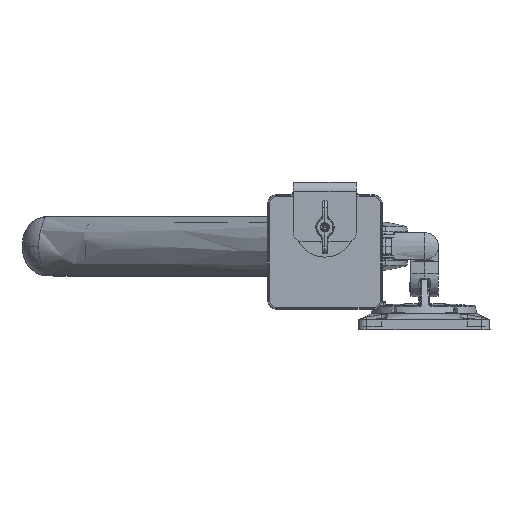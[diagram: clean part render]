
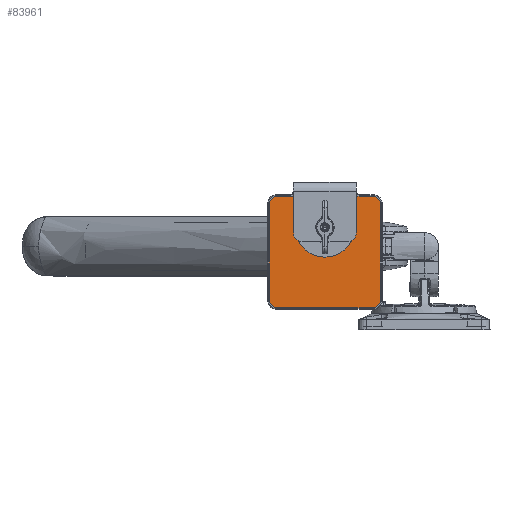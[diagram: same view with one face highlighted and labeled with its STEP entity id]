
A CAD part, front view. The second image highlights one B-rep face of the part: STEP entity #83961.
In plain terms, the highlighted planar face has unit normal (0, -1, 0).
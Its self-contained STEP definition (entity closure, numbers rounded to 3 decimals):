
#2242 = EDGE_LOOP ( 'NONE', ( #24306, #116482, #94671, #14536, #40196, #118061, #52561, #19772 ) ) ;
#2558 = CIRCLE ( 'NONE', #70442, 6.5 ) ;
#2931 = LINE ( 'NONE', #22914, #39325 ) ;
#5941 = DIRECTION ( 'NONE',  ( 0., 0., -1. ) ) ;
#11806 = CARTESIAN_POINT ( 'NONE',  ( 42., -7.5, 37. ) ) ;
#12390 = EDGE_CURVE ( 'NONE', #44561, #30525, #81585, .T. ) ;
#14110 = DIRECTION ( 'NONE',  ( 0., 0., 1. ) ) ;
#14536 = ORIENTED_EDGE ( 'NONE', *, *, #12390, .T. ) ;
#17545 = PLANE ( 'NONE',  #112377 ) ;
#19772 = ORIENTED_EDGE ( 'NONE', *, *, #87411, .T. ) ;
#20013 = DIRECTION ( 'NONE',  ( -1., 0., 0. ) ) ;
#21580 = CARTESIAN_POINT ( 'NONE',  ( -48.5, -7.5, 37. ) ) ;
#22667 = CARTESIAN_POINT ( 'NONE',  ( -42., -7.5, -47. ) ) ;
#22914 = CARTESIAN_POINT ( 'NONE',  ( 48.5, -7.5, 43.5 ) ) ;
#23852 = LINE ( 'NONE', #79699, #42026 ) ;
#24306 = ORIENTED_EDGE ( 'NONE', *, *, #101599, .F. ) ;
#30525 = VERTEX_POINT ( 'NONE', #30752 ) ;
#30752 = CARTESIAN_POINT ( 'NONE',  ( -42., -7.5, -53.5 ) ) ;
#33001 = EDGE_CURVE ( 'NONE', #109369, #69100, #82819, .T. ) ;
#33154 = VERTEX_POINT ( 'NONE', #119029 ) ;
#33190 = VECTOR ( 'NONE', #5941, 1000. ) ;
#33661 = EDGE_CURVE ( 'NONE', #44561, #69100, #23852, .T. ) ;
#35851 = DIRECTION ( 'NONE',  ( 0., 0., 1. ) ) ;
#36432 = CARTESIAN_POINT ( 'NONE',  ( 42., -7.5, -47. ) ) ;
#38511 = DIRECTION ( 'NONE',  ( 0., 0., 1. ) ) ;
#39325 = VECTOR ( 'NONE', #115161, 1000. ) ;
#40196 = ORIENTED_EDGE ( 'NONE', *, *, #115413, .F. ) ;
#41324 = CARTESIAN_POINT ( 'NONE',  ( 48.5, -7.5, 37. ) ) ;
#41680 = LINE ( 'NONE', #103168, #105635 ) ;
#42026 = VECTOR ( 'NONE', #60895, 1000. ) ;
#42410 = EDGE_CURVE ( 'NONE', #106854, #81960, #2558, .T. ) ;
#43821 = DIRECTION ( 'NONE',  ( 0., -1., 0. ) ) ;
#44561 = VERTEX_POINT ( 'NONE', #62075 ) ;
#52561 = ORIENTED_EDGE ( 'NONE', *, *, #68546, .F. ) ;
#53534 = CARTESIAN_POINT ( 'NONE',  ( -42., -7.5, 37. ) ) ;
#54428 = VERTEX_POINT ( 'NONE', #41324 ) ;
#60895 = DIRECTION ( 'NONE',  ( 0., 0., 1. ) ) ;
#62075 = CARTESIAN_POINT ( 'NONE',  ( -48.5, -7.5, -47. ) ) ;
#68546 = EDGE_CURVE ( 'NONE', #54428, #81960, #116359, .T. ) ;
#68846 = DIRECTION ( 'NONE',  ( 0., -1., 0. ) ) ;
#69100 = VERTEX_POINT ( 'NONE', #21580 ) ;
#69722 = AXIS2_PLACEMENT_3D ( 'NONE', #11806, #86469, #38511 ) ;
#70442 = AXIS2_PLACEMENT_3D ( 'NONE', #36432, #82001, #35851 ) ;
#79699 = CARTESIAN_POINT ( 'NONE',  ( -48.5, -7.5, -53.5 ) ) ;
#81585 = CIRCLE ( 'NONE', #110646, 6.5 ) ;
#81916 = CARTESIAN_POINT ( 'NONE',  ( 0., -7.5, -5. ) ) ;
#81960 = VERTEX_POINT ( 'NONE', #91110 ) ;
#82001 = DIRECTION ( 'NONE',  ( 0., -1., 0. ) ) ;
#82819 = CIRCLE ( 'NONE', #113801, 6.5 ) ;
#83961 = ADVANCED_FACE ( 'NONE', ( #101892 ), #17545, .T. ) ;
#86469 = DIRECTION ( 'NONE',  ( 0., -1., 0. ) ) ;
#87016 = DIRECTION ( 'NONE',  ( 0., 0., 1. ) ) ;
#87411 = EDGE_CURVE ( 'NONE', #54428, #33154, #104504, .T. ) ;
#89676 = CARTESIAN_POINT ( 'NONE',  ( 48.5, -7.5, -53.5 ) ) ;
#91110 = CARTESIAN_POINT ( 'NONE',  ( 48.5, -7.5, -47. ) ) ;
#94671 = ORIENTED_EDGE ( 'NONE', *, *, #33661, .F. ) ;
#100102 = DIRECTION ( 'NONE',  ( 0., 0., 1. ) ) ;
#101599 = EDGE_CURVE ( 'NONE', #109369, #33154, #2931, .T. ) ;
#101892 = FACE_OUTER_BOUND ( 'NONE', #2242, .T. ) ;
#103168 = CARTESIAN_POINT ( 'NONE',  ( 48.5, -7.5, -53.5 ) ) ;
#104504 = CIRCLE ( 'NONE', #69722, 6.5 ) ;
#105635 = VECTOR ( 'NONE', #20013, 1000. ) ;
#106854 = VERTEX_POINT ( 'NONE', #116841 ) ;
#109369 = VERTEX_POINT ( 'NONE', #111204 ) ;
#110646 = AXIS2_PLACEMENT_3D ( 'NONE', #22667, #68846, #87016 ) ;
#111204 = CARTESIAN_POINT ( 'NONE',  ( -42., -7.5, 43.5 ) ) ;
#112377 = AXIS2_PLACEMENT_3D ( 'NONE', #81916, #119469, #100102 ) ;
#113801 = AXIS2_PLACEMENT_3D ( 'NONE', #53534, #43821, #14110 ) ;
#115161 = DIRECTION ( 'NONE',  ( 1., 0., 0. ) ) ;
#115413 = EDGE_CURVE ( 'NONE', #106854, #30525, #41680, .T. ) ;
#116359 = LINE ( 'NONE', #89676, #33190 ) ;
#116482 = ORIENTED_EDGE ( 'NONE', *, *, #33001, .T. ) ;
#116841 = CARTESIAN_POINT ( 'NONE',  ( 42., -7.5, -53.5 ) ) ;
#118061 = ORIENTED_EDGE ( 'NONE', *, *, #42410, .T. ) ;
#119029 = CARTESIAN_POINT ( 'NONE',  ( 42., -7.5, 43.5 ) ) ;
#119469 = DIRECTION ( 'NONE',  ( 0., -1., 0. ) ) ;
